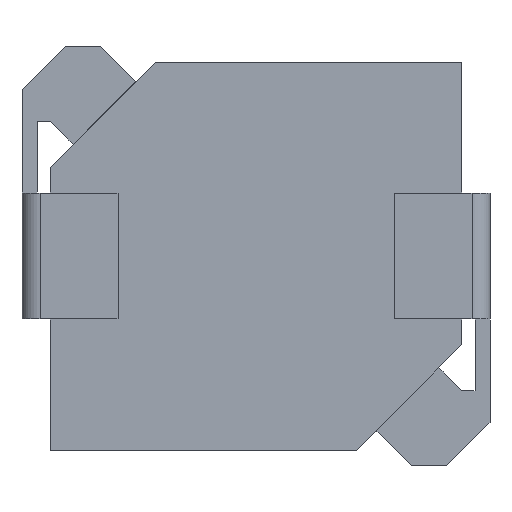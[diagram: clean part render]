
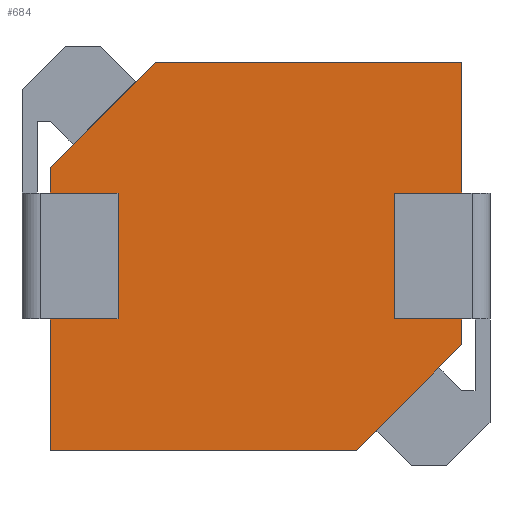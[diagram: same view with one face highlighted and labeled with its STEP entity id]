
A CAD part, front view. The second image highlights one B-rep face of the part: STEP entity #684.
In plain terms, the highlighted planar face has unit normal (0, -1, 0).
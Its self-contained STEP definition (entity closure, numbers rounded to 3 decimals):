
#1=DIRECTION('',(1.,0.,0.));
#2=VECTOR('',#1,1.13);
#3=CARTESIAN_POINT('',(-3.43,0.,1.05));
#4=LINE('',#3,#2);
#5=DIRECTION('',(0.,0.,1.));
#6=VECTOR('',#5,0.421);
#7=CARTESIAN_POINT('',(-3.43,0.,1.05));
#8=LINE('',#7,#6);
#9=DIRECTION('',(0.707,0.,0.707));
#10=VECTOR('',#9,2.488);
#11=CARTESIAN_POINT('',(-3.43,0.,1.471));
#12=LINE('',#11,#10);
#13=DIRECTION('',(1.,0.,0.));
#14=VECTOR('',#13,5.101);
#15=CARTESIAN_POINT('',(-1.671,0.,3.23));
#16=LINE('',#15,#14);
#17=DIRECTION('',(0.,0.,-1.));
#18=VECTOR('',#17,2.18);
#19=CARTESIAN_POINT('',(3.43,0.,3.23));
#20=LINE('',#19,#18);
#21=DIRECTION('',(-1.,0.,0.));
#22=VECTOR('',#21,1.13);
#23=CARTESIAN_POINT('',(3.43,0.,1.05));
#24=LINE('',#23,#22);
#25=DIRECTION('',(0.,0.,1.));
#26=VECTOR('',#25,2.1);
#27=CARTESIAN_POINT('',(2.3,0.,-1.05));
#28=LINE('',#27,#26);
#29=DIRECTION('',(-1.,0.,0.));
#30=VECTOR('',#29,1.13);
#31=CARTESIAN_POINT('',(3.43,0.,-1.05));
#32=LINE('',#31,#30);
#33=DIRECTION('',(0.,0.,-1.));
#34=VECTOR('',#33,0.431);
#35=CARTESIAN_POINT('',(3.43,0.,-1.05));
#36=LINE('',#35,#34);
#37=DIRECTION('',(-0.707,0.,-0.707));
#38=VECTOR('',#37,2.488);
#39=CARTESIAN_POINT('',(3.43,0.,-1.481));
#40=LINE('',#39,#38);
#41=DIRECTION('',(-1.,0.,0.));
#42=VECTOR('',#41,5.101);
#43=CARTESIAN_POINT('',(1.671,0.,-3.24));
#44=LINE('',#43,#42);
#45=DIRECTION('',(0.,0.,1.));
#46=VECTOR('',#45,2.19);
#47=CARTESIAN_POINT('',(-3.43,0.,-3.24));
#48=LINE('',#47,#46);
#49=DIRECTION('',(1.,0.,0.));
#50=VECTOR('',#49,1.13);
#51=CARTESIAN_POINT('',(-3.43,0.,-1.05));
#52=LINE('',#51,#50);
#53=DIRECTION('',(0.,0.,-1.));
#54=VECTOR('',#53,2.1);
#55=CARTESIAN_POINT('',(-2.3,0.,1.05));
#56=LINE('',#55,#54);
#497=CARTESIAN_POINT('',(-3.43,0.,1.05));
#498=CARTESIAN_POINT('',(-2.3,0.,1.05));
#499=VERTEX_POINT('',#497);
#500=VERTEX_POINT('',#498);
#501=CARTESIAN_POINT('',(-2.3,0.,-1.05));
#502=VERTEX_POINT('',#501);
#503=CARTESIAN_POINT('',(-3.43,0.,-1.05));
#504=VERTEX_POINT('',#503);
#505=CARTESIAN_POINT('',(3.43,0.,-1.05));
#506=CARTESIAN_POINT('',(2.3,0.,-1.05));
#507=VERTEX_POINT('',#505);
#508=VERTEX_POINT('',#506);
#509=CARTESIAN_POINT('',(2.3,0.,1.05));
#510=VERTEX_POINT('',#509);
#511=CARTESIAN_POINT('',(3.43,0.,1.05));
#512=VERTEX_POINT('',#511);
#513=CARTESIAN_POINT('',(-3.43,0.,1.471));
#514=CARTESIAN_POINT('',(-1.671,0.,3.23));
#515=VERTEX_POINT('',#513);
#516=VERTEX_POINT('',#514);
#517=CARTESIAN_POINT('',(3.43,0.,3.23));
#518=VERTEX_POINT('',#517);
#519=CARTESIAN_POINT('',(3.43,0.,-1.481));
#520=CARTESIAN_POINT('',(1.671,0.,-3.24));
#521=VERTEX_POINT('',#519);
#522=VERTEX_POINT('',#520);
#523=CARTESIAN_POINT('',(-3.43,0.,-3.24));
#524=VERTEX_POINT('',#523);
#649=CARTESIAN_POINT('',(0.,0.,0.));
#650=DIRECTION('',(0.,1.,0.));
#651=DIRECTION('',(1.,0.,0.));
#652=AXIS2_PLACEMENT_3D('',#649,#650,#651);
#653=PLANE('',#652);
#655=ORIENTED_EDGE('',*,*,#654,.F.);
#657=ORIENTED_EDGE('',*,*,#656,.T.);
#659=ORIENTED_EDGE('',*,*,#658,.T.);
#661=ORIENTED_EDGE('',*,*,#660,.T.);
#663=ORIENTED_EDGE('',*,*,#662,.T.);
#665=ORIENTED_EDGE('',*,*,#664,.T.);
#667=ORIENTED_EDGE('',*,*,#666,.F.);
#669=ORIENTED_EDGE('',*,*,#668,.F.);
#671=ORIENTED_EDGE('',*,*,#670,.T.);
#673=ORIENTED_EDGE('',*,*,#672,.T.);
#675=ORIENTED_EDGE('',*,*,#674,.T.);
#677=ORIENTED_EDGE('',*,*,#676,.T.);
#679=ORIENTED_EDGE('',*,*,#678,.T.);
#681=ORIENTED_EDGE('',*,*,#680,.F.);
#682=EDGE_LOOP('',(#655,#657,#659,#661,#663,#665,#667,#669,#671,#673,#675,#677,
#679,#681));
#683=FACE_OUTER_BOUND('',#682,.F.);
#654=EDGE_CURVE('',#499,#500,#4,.T.);
#656=EDGE_CURVE('',#499,#515,#8,.T.);
#658=EDGE_CURVE('',#515,#516,#12,.T.);
#660=EDGE_CURVE('',#516,#518,#16,.T.);
#662=EDGE_CURVE('',#518,#512,#20,.T.);
#664=EDGE_CURVE('',#512,#510,#24,.T.);
#666=EDGE_CURVE('',#508,#510,#28,.T.);
#668=EDGE_CURVE('',#507,#508,#32,.T.);
#670=EDGE_CURVE('',#507,#521,#36,.T.);
#672=EDGE_CURVE('',#521,#522,#40,.T.);
#674=EDGE_CURVE('',#522,#524,#44,.T.);
#676=EDGE_CURVE('',#524,#504,#48,.T.);
#678=EDGE_CURVE('',#504,#502,#52,.T.);
#680=EDGE_CURVE('',#500,#502,#56,.T.);
#684=ADVANCED_FACE('',(#683),#653,.F.);
